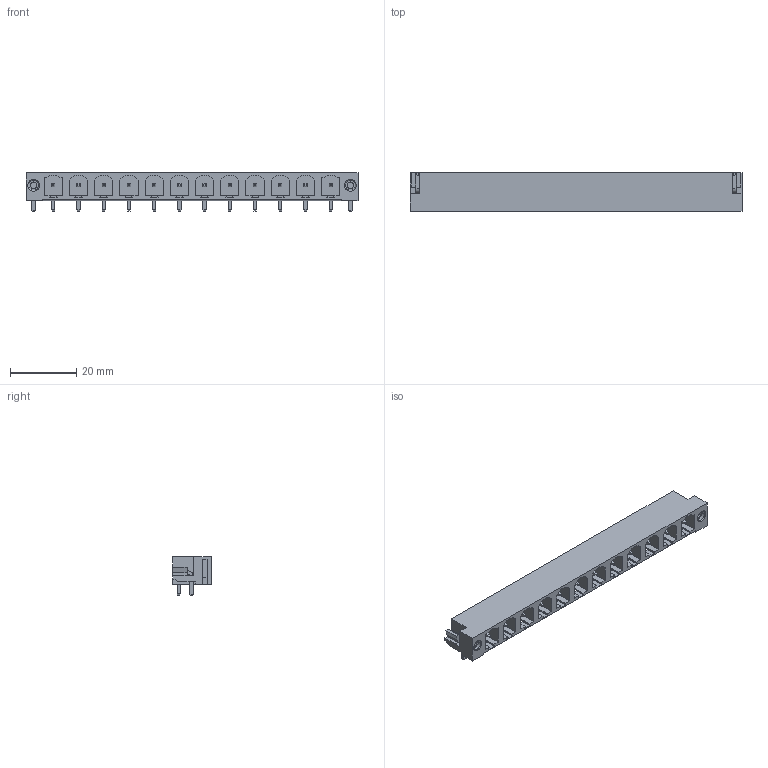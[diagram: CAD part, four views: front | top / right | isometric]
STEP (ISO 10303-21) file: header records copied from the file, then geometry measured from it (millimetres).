
FILE_DESCRIPTION(('CATIA V5 STEP Exchange','CAx-IF Rec.Pracs.--- Model Styling and Organization---1.2---2011-12-15'),'2;1');
FILE_NAME ('D1452198_0_1472710000_1472710000.stp','2018-11-15T16:44:41+00:00',('none'),('Weidmueller'),'CATIA Version 5-6 Release 2014','CATIA V5 STEP AP214','none');
FILE_SCHEMA(('AUTOMOTIVE_DESIGN { 1 0 10303 214 1 1 1 1 }'));
Length unit declared in the file: millimetre
Products named in the file (1): 1472710000
Bounding box: 100.3 x 11.75 x 11.6 mm (x, y, z)
Volume: 6033 mm3; surface area: 8199.2 mm2
Topology: 17 solids, 17 shells, 612 faces, 1633 edges, 1046 vertices
Faces by surface type: plane 528, cylinder 80, cone 4
Entity records: 16423 total; most frequent: ORIENTED_EDGE 3266, CARTESIAN_POINT 2905, DIRECTION 2059, EDGE_CURVE 1537, VECTOR 1317, LINE 1317, VERTEX_POINT 950, EDGE_LOOP 659
